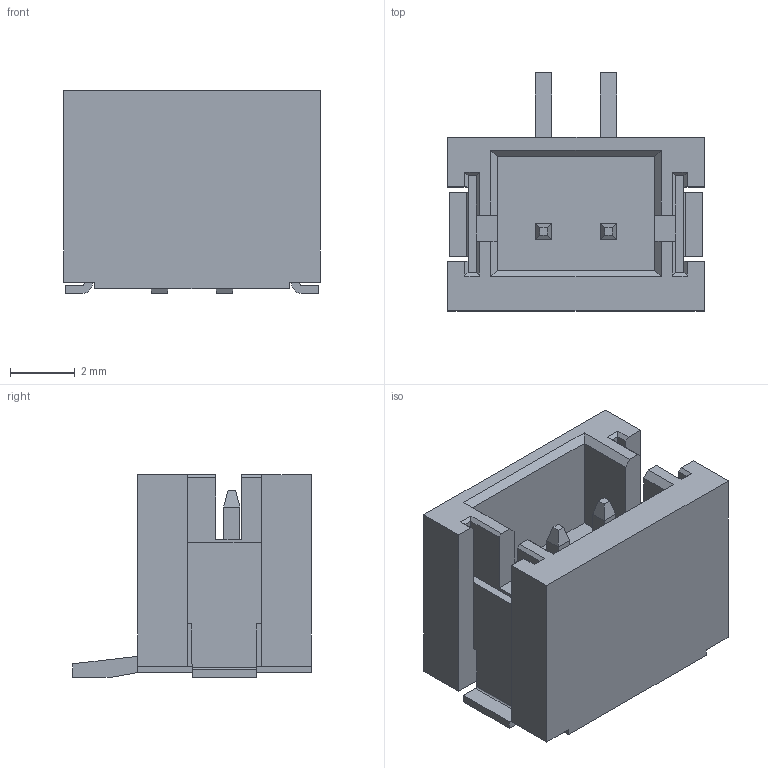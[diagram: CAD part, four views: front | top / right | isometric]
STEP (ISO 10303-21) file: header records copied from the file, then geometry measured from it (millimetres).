
FILE_DESCRIPTION (( 'STEP AP214' ), '1' );
FILE_NAME ('CONN-SMD_HC-PH-2ALT.step', '2022-08-01T07:39:54', ( '' ), ( '' ), 'SwSTEP 2.0', 'SolidWorks 2020', '' );
FILE_SCHEMA (( 'AUTOMOTIVE_DESIGN' ));
Length unit declared in the file: millimetre
Products named in the file (1): CONN-SMD_HC-PH-2ALT
Bounding box: 7.9 x 7.35 x 6.25 mm (x, y, z)
Volume: 181.8 mm3; surface area: 394.4 mm2
Topology: 16 solids, 16 shells, 408 faces, 1077 edges, 710 vertices
Faces by surface type: plane 292, bspline 112, cylinder 4
Entity records: 17683 total; most frequent: CARTESIAN_POINT 4300, ORIENTED_EDGE 2154, DIRECTION 1451, EDGE_CURVE 1077, VECTOR 841, LINE 841, VERTEX_POINT 710, EDGE_LOOP 429
